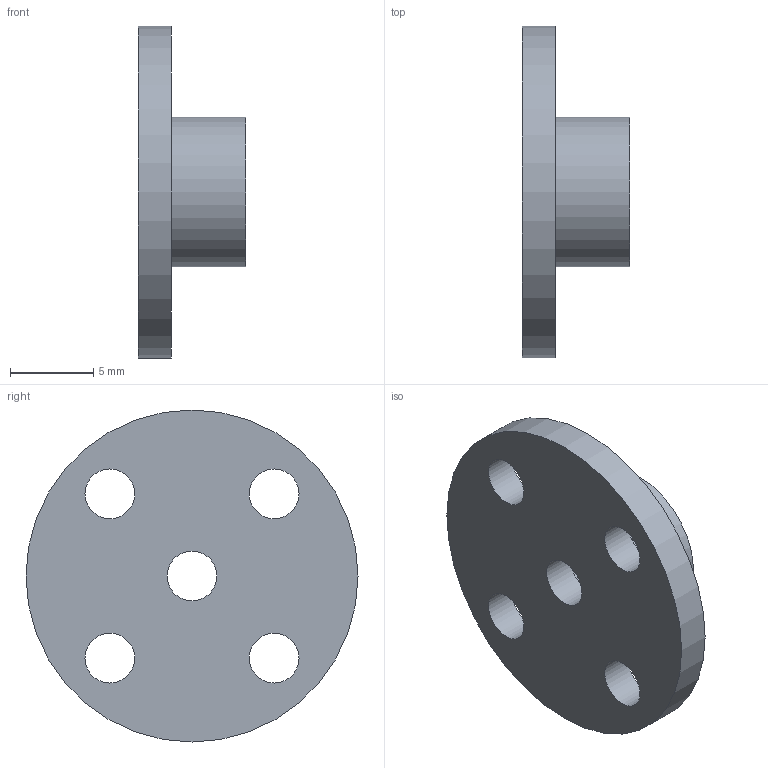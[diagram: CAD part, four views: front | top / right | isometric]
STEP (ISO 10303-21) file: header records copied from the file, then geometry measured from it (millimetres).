
FILE_DESCRIPTION(/* description */ (''),/* implementation_level */ '2;1');
FILE_NAME(/* name */ 'ServoHornRound.ipt.step',/* time_stamp */ '2024-02-27T11:29:39-06:00',/* author */ ('smz3rm'),/* organization */ (''),/* preprocessor_version */ 'ST-DEVELOPER v18',/* originating_system */ 'Autodesk Inventor 2020',/* authorisation */ '');
FILE_SCHEMA (('AUTOMOTIVE_DESIGN { 1 0 10303 214 3 1 1 }'));
Length unit declared in the file: millimetre
Products named in the file (1): ServoHornRound
Bounding box: 6.5 x 20 x 20 mm (x, y, z)
Volume: 737 mm3; surface area: 982.5 mm2
Topology: 1 solids, 1 shells, 12 faces, 28 edges, 20 vertices
Faces by surface type: cylinder 8, plane 4
Full cylindrical faces by diameter (mm): 3 x5, 5.5 x1, 9 x1, 20 x1
Entity records: 425 total; most frequent: DIRECTION 74, CARTESIAN_POINT 61, ORIENTED_EDGE 56, AXIS2_PLACEMENT_3D 33, EDGE_CURVE 28, EDGE_LOOP 24, CIRCLE 20, VERTEX_POINT 20
